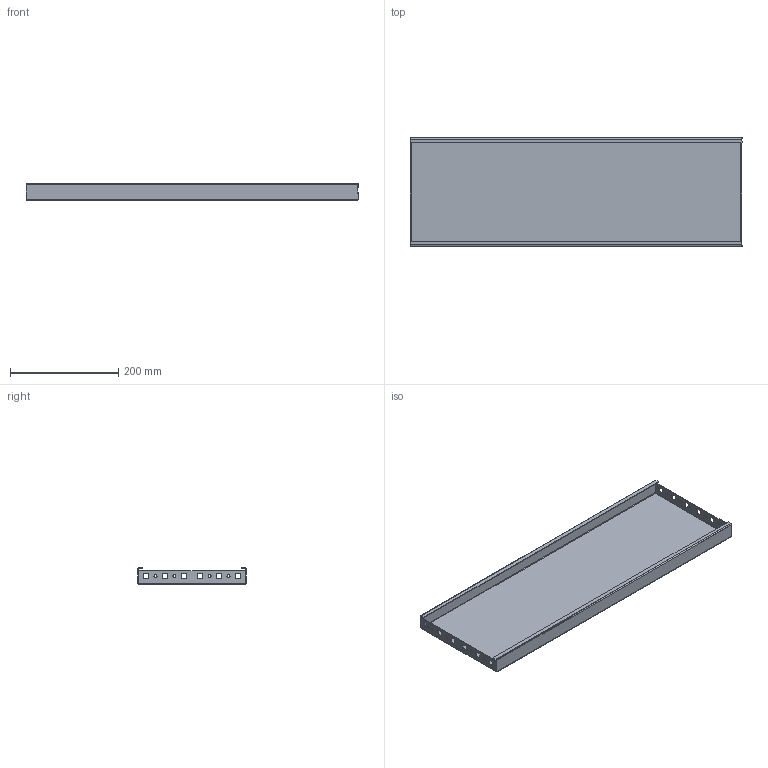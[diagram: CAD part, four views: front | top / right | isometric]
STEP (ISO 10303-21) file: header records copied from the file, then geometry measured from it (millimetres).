
FILE_DESCRIPTION (( 'STEP AP203' ), '1' );
FILE_NAME ('R5FP82.STEP', '2019-08-07T14:24:15', ( '' ), ( '' ), 'SwSTEP 2.0', 'SolidWorks 2017', '' );
FILE_SCHEMA (( 'CONFIG_CONTROL_DESIGN' ));
Length unit declared in the file: millimetre
Products named in the file (1): R5FP82
Bounding box: 614 x 200 x 30 mm (x, y, z)
Volume: 234562.9 mm3; surface area: 350846.5 mm2
Topology: 1 solids, 1 shells, 126 faces, 324 edges, 200 vertices
Faces by surface type: plane 98, cylinder 28
Entity records: 3897 total; most frequent: CARTESIAN_POINT 651, ORIENTED_EDGE 648, DIRECTION 634, EDGE_CURVE 324, LINE 268, VECTOR 268, VERTEX_POINT 200, AXIS2_PLACEMENT_3D 183
